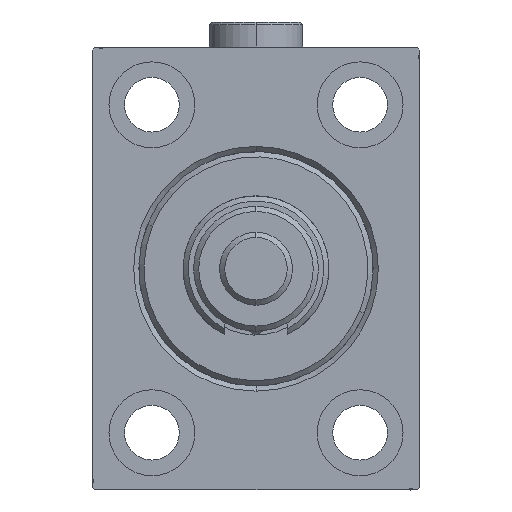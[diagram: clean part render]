
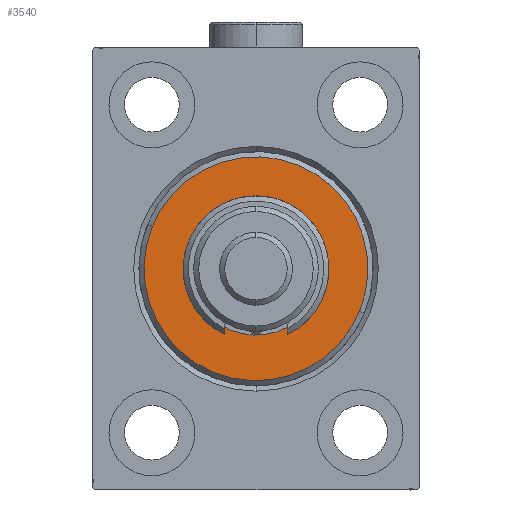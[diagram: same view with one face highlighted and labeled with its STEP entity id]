
A CAD part, left-side view. The second image highlights one B-rep face of the part: STEP entity #3540.
In plain terms, the highlighted face is planar.
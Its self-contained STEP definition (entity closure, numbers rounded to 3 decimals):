
#1454 = CIRCLE ( 'NONE', #30917, 12.75 ) ;
#1599 = EDGE_CURVE ( 'NONE', #23784, #5153, #4934, .T. ) ;
#1926 = CIRCLE ( 'NONE', #32950, 12.75 ) ;
#2004 = CARTESIAN_POINT ( 'NONE',  ( 3., 0., -12.75 ) ) ;
#3255 = DIRECTION ( 'NONE',  ( 0., 0., -1. ) ) ;
#3540 = ADVANCED_FACE ( 'NONE', ( #29942, #44771 ), #17826, .T. ) ;
#4934 = CIRCLE ( 'NONE', #24317, 21.5 ) ;
#4944 = EDGE_CURVE ( 'NONE', #6727, #10684, #1926, .T. ) ;
#5153 = VERTEX_POINT ( 'NONE', #39030 ) ;
#5805 = DIRECTION ( 'NONE',  ( 0., 0., -1. ) ) ;
#6727 = VERTEX_POINT ( 'NONE', #2004 ) ;
#7280 = CARTESIAN_POINT ( 'NONE',  ( 3., 0., 0. ) ) ;
#8025 = ORIENTED_EDGE ( 'NONE', *, *, #28351, .T. ) ;
#10684 = VERTEX_POINT ( 'NONE', #34426 ) ;
#10926 = DIRECTION ( 'NONE',  ( 0., 0., -1. ) ) ;
#11650 = DIRECTION ( 'NONE',  ( 1., 0., 0. ) ) ;
#12048 = CARTESIAN_POINT ( 'NONE',  ( 3., 0., 21.5 ) ) ;
#13091 = CARTESIAN_POINT ( 'NONE',  ( 3., 0., 0. ) ) ;
#14188 = CARTESIAN_POINT ( 'NONE',  ( 3., 0., 0. ) ) ;
#15295 = CARTESIAN_POINT ( 'NONE',  ( 3., 0., 0. ) ) ;
#17826 = PLANE ( 'NONE',  #18903 ) ;
#17902 = ORIENTED_EDGE ( 'NONE', *, *, #4944, .T. ) ;
#18903 = AXIS2_PLACEMENT_3D ( 'NONE', #14188, #44529, #3255 ) ;
#20830 = EDGE_CURVE ( 'NONE', #5153, #23784, #45569, .T. ) ;
#23050 = DIRECTION ( 'NONE',  ( 1., 0., 0. ) ) ;
#23784 = VERTEX_POINT ( 'NONE', #12048 ) ;
#24317 = AXIS2_PLACEMENT_3D ( 'NONE', #44217, #23050, #37877 ) ;
#28351 = EDGE_CURVE ( 'NONE', #10684, #6727, #1454, .T. ) ;
#29287 = ORIENTED_EDGE ( 'NONE', *, *, #1599, .T. ) ;
#29865 = DIRECTION ( 'NONE',  ( 0., 0., -1. ) ) ;
#29942 = FACE_OUTER_BOUND ( 'NONE', #42266, .T. ) ;
#30917 = AXIS2_PLACEMENT_3D ( 'NONE', #7280, #47847, #10926 ) ;
#32950 = AXIS2_PLACEMENT_3D ( 'NONE', #13091, #39087, #5805 ) ;
#34426 = CARTESIAN_POINT ( 'NONE',  ( 3., 0., 12.75 ) ) ;
#34641 = ORIENTED_EDGE ( 'NONE', *, *, #20830, .T. ) ;
#36165 = EDGE_LOOP ( 'NONE', ( #8025, #17902 ) ) ;
#37877 = DIRECTION ( 'NONE',  ( 0., 0., -1. ) ) ;
#39030 = CARTESIAN_POINT ( 'NONE',  ( 3., 0., -21.5 ) ) ;
#39087 = DIRECTION ( 'NONE',  ( -1., 0., 0. ) ) ;
#42266 = EDGE_LOOP ( 'NONE', ( #29287, #34641 ) ) ;
#44217 = CARTESIAN_POINT ( 'NONE',  ( 3., 0., 0. ) ) ;
#44529 = DIRECTION ( 'NONE',  ( 1., 0., 0. ) ) ;
#44771 = FACE_BOUND ( 'NONE', #36165, .T. ) ;
#45534 = AXIS2_PLACEMENT_3D ( 'NONE', #15295, #11650, #29865 ) ;
#45569 = CIRCLE ( 'NONE', #45534, 21.5 ) ;
#47847 = DIRECTION ( 'NONE',  ( -1., 0., 0. ) ) ;
